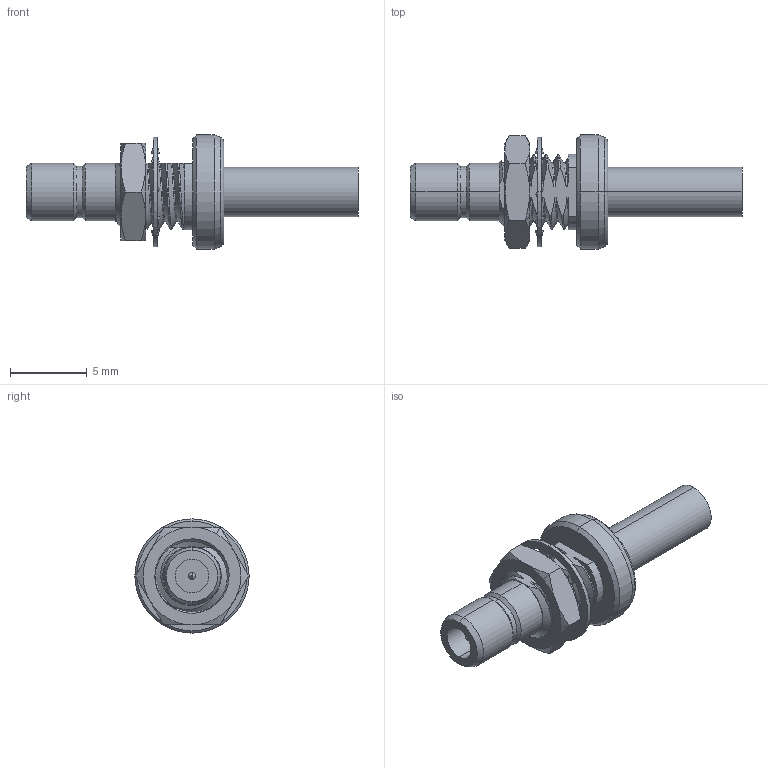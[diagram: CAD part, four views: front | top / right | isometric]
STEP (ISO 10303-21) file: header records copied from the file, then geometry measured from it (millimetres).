
FILE_DESCRIPTION (( 'STEP AP203' ), '1' );
FILE_NAME ('PE4364.step', '2018-05-16T17:05:13', ( '' ), ( '' ), 'SwSTEP 2.0', 'SolidWorks 2017', '' );
FILE_SCHEMA (( 'CONFIG_CONTROL_DESIGN' ));
Length unit declared in the file: inch
Products named in the file (1): PE4364
Bounding box: 21.56 x 7.42 x 7.42 mm (x, y, z)
Volume: 281.3 mm3; surface area: 658.1 mm2
Topology: 3 solids, 3 shells, 184 faces, 458 edges, 287 vertices
Faces by surface type: cylinder 60, bspline 55, cone 37, plane 30, torus 2
Entity records: 10979 total; most frequent: CARTESIAN_POINT 7023, ORIENTED_EDGE 916, DIRECTION 664, EDGE_CURVE 458, VERTEX_POINT 287, AXIS2_PLACEMENT_3D 264, EDGE_LOOP 195, ADVANCED_FACE 184
